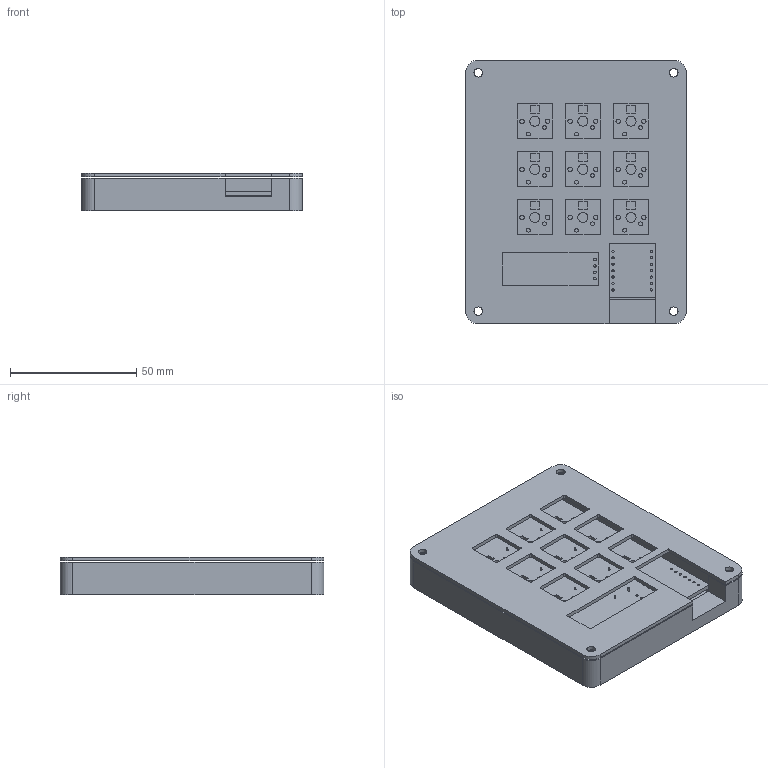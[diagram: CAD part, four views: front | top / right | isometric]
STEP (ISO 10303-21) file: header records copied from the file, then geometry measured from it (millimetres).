
FILE_DESCRIPTION(/* description */ (''),/* implementation_level */ '2;1');
FILE_NAME(/* name */ 'BrightPad.step',/* time_stamp */ '2025-06-29T01:45:11-07:00',/* author */ (''),/* organization */ (''),/* preprocessor_version */ 'ST-DEVELOPER v20.1',/* originating_system */ 'Autodesk Translation Framework v14.10.0.0',/* authorisation */ '');
FILE_SCHEMA (('AUTOMOTIVE_DESIGN { 1 0 10303 214 3 1 1 }'));
Length unit declared in the file: millimetre
Products named in the file (13): 2025-06-26-16-16-09-006; 2025-06-26-16-44-31-323; 2025-06-27-01-23-49-220; 2025-06-28-03-11-06-621; 2025-06-28-03-11-06-622; 2025-06-28-03-11-06-623; 2025-06-28-03-11-06-624; 2025-06-28-03-11-06-625; 2025-06-28-03-11-06-628; 2025-06-28-03-11-06-629; 2025-06-28-03-11-06-626; 2025-06-28-03-11-06-627; 2025-06-28-03-11-06-630
Assembly tree (21 placements, depth 4):
  2025-06-26-16-16-09-006
    2025-06-26-16-44-31-323
    2025-06-27-01-23-49-220
    2025-06-28-03-11-06-621
      2025-06-28-03-11-06-622
        2025-06-28-03-11-06-623
      2025-06-28-03-11-06-624
        2025-06-28-03-11-06-625
      2025-06-28-03-11-06-626  x9
        2025-06-28-03-11-06-627
      2025-06-28-03-11-06-628  x2
        2025-06-28-03-11-06-629
      2025-06-28-03-11-06-630
Bounding box: 87.46 x 104.52 x 14.95 mm (x, y, z)
Volume: 77205.9 mm3; surface area: 53140.4 mm2
Topology: 23 solids, 23 shells, 1294 faces, 3449 edges, 2292 vertices
Faces by surface type: bspline 562, plane 483, cylinder 209, torus 40
Full cylindrical faces by diameter (mm): 0.5 x35, 0.7 x4, 0.8 x18, 0.889 x14, 1 x4, 1.44 x2, 1.5 x18, 1.6 x4, 1.75 x18, 2 x18, 2.02 x9, 3.4 x8, 4 x9, 6 x4
Entity records: 43393 total; most frequent: CARTESIAN_POINT 16578, ORIENTED_EDGE 6388, DIRECTION 3652, EDGE_CURVE 3194, VERTEX_POINT 2128, LINE 1750, VECTOR 1750, EDGE_LOOP 1444
